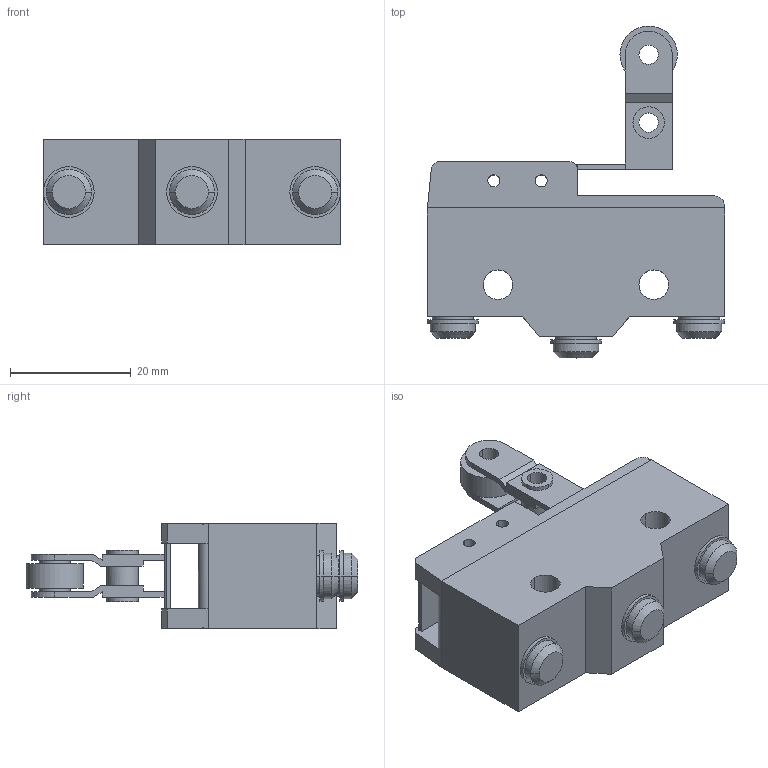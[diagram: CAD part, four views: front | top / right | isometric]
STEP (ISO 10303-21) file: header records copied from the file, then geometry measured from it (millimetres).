
FILE_DESCRIPTION((''),'2;1');
FILE_NAME('3d_KSC9V.stp','2012-10-03T07:26:30',(''),(''),'Mechanical Desktop 2011','Mechanical Desktop 2011',', , ');
FILE_SCHEMA(('CONFIG_CONTROL_DESIGN'));
Length unit declared in the file: millimetre
Products named in the file (1): Product
Bounding box: 49.2 x 54.98 x 17.5 mm (x, y, z)
Volume: 19921.2 mm3; surface area: 9093.6 mm2
Topology: 9 solids, 9 shells, 149 faces, 362 edges, 242 vertices
Faces by surface type: plane 79, cylinder 50, bspline 16, cone 4
Entity records: 4619 total; most frequent: CARTESIAN_POINT 914, DIRECTION 758, ORIENTED_EDGE 724, EDGE_CURVE 362, AXIS2_PLACEMENT_3D 262, VERTEX_POINT 242, VECTOR 234, LINE 234
